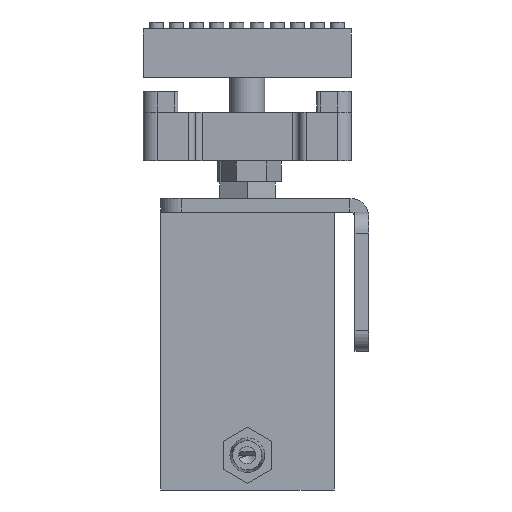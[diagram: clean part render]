
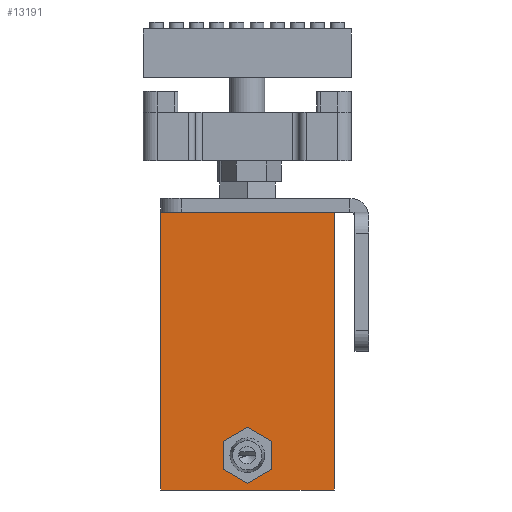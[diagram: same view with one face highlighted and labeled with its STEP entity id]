
A CAD part, left-side view. The second image highlights one B-rep face of the part: STEP entity #13191.
In plain terms, the highlighted planar face has unit normal (-1, 0, 0).
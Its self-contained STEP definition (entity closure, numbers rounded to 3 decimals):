
#370 = EDGE_CURVE ( 'NONE', #13355, #3469, #4116, .T. ) ;
#599 = DIRECTION ( 'NONE',  ( 0., 0., 1. ) ) ;
#1246 = LINE ( 'NONE', #5243, #13781 ) ;
#1247 = VERTEX_POINT ( 'NONE', #17983 ) ;
#1311 = ORIENTED_EDGE ( 'NONE', *, *, #5011, .F. ) ;
#1673 = DIRECTION ( 'NONE',  ( 0., 1., 0. ) ) ;
#2161 = CARTESIAN_POINT ( 'NONE',  ( -12.5, 0., 5. ) ) ;
#3274 = LINE ( 'NONE', #15094, #14320 ) ;
#3469 = VERTEX_POINT ( 'NONE', #9253 ) ;
#4116 = LINE ( 'NONE', #19269, #20320 ) ;
#4348 = LINE ( 'NONE', #5408, #9955 ) ;
#5011 = EDGE_CURVE ( 'NONE', #13355, #19163, #4348, .T. ) ;
#5243 = CARTESIAN_POINT ( 'NONE',  ( -12.5, -12.5, 40. ) ) ;
#5408 = CARTESIAN_POINT ( 'NONE',  ( -12.5, 12.5, 40. ) ) ;
#5447 = EDGE_CURVE ( 'NONE', #19163, #1247, #1246, .T. ) ;
#5835 = ORIENTED_EDGE ( 'NONE', *, *, #5447, .F. ) ;
#7455 = CARTESIAN_POINT ( 'NONE',  ( -12.5, 0., 5. ) ) ;
#7714 = VERTEX_POINT ( 'NONE', #15775 ) ;
#8710 = DIRECTION ( 'NONE',  ( -1., 0., 0. ) ) ;
#9215 = CARTESIAN_POINT ( 'NONE',  ( -12.5, -12.5, 40. ) ) ;
#9253 = CARTESIAN_POINT ( 'NONE',  ( -12.5, 12.5, 0. ) ) ;
#9589 = PLANE ( 'NONE',  #9727 ) ;
#9727 = AXIS2_PLACEMENT_3D ( 'NONE', #9790, #16441, #1673 ) ;
#9790 = CARTESIAN_POINT ( 'NONE',  ( -12.5, 12.5, 40. ) ) ;
#9955 = VECTOR ( 'NONE', #10405, 1000. ) ;
#10185 = CARTESIAN_POINT ( 'NONE',  ( -12.5, 12.5, 40. ) ) ;
#10273 = ORIENTED_EDGE ( 'NONE', *, *, #10835, .F. ) ;
#10375 = EDGE_LOOP ( 'NONE', ( #15573, #5835, #1311, #11204 ) ) ;
#10405 = DIRECTION ( 'NONE',  ( 0., -1., 0. ) ) ;
#10528 = AXIS2_PLACEMENT_3D ( 'NONE', #7455, #19127, #12591 ) ;
#10835 = EDGE_CURVE ( 'NONE', #19974, #7714, #11697, .T. ) ;
#11204 = ORIENTED_EDGE ( 'NONE', *, *, #370, .T. ) ;
#11697 = CIRCLE ( 'NONE', #13124, 2.1 ) ;
#12591 = DIRECTION ( 'NONE',  ( 0., 0., 1. ) ) ;
#13124 = AXIS2_PLACEMENT_3D ( 'NONE', #2161, #8710, #599 ) ;
#13149 = EDGE_CURVE ( 'NONE', #7714, #19974, #19320, .T. ) ;
#13191 = ADVANCED_FACE ( 'NONE', ( #19826, #18799 ), #9589, .F. ) ;
#13355 = VERTEX_POINT ( 'NONE', #10185 ) ;
#13781 = VECTOR ( 'NONE', #16707, 1000. ) ;
#14320 = VECTOR ( 'NONE', #16620, 1000. ) ;
#15094 = CARTESIAN_POINT ( 'NONE',  ( -12.5, 12.5, 0. ) ) ;
#15337 = CARTESIAN_POINT ( 'NONE',  ( -12.5, 0., 2.9 ) ) ;
#15573 = ORIENTED_EDGE ( 'NONE', *, *, #16350, .T. ) ;
#15775 = CARTESIAN_POINT ( 'NONE',  ( -12.5, 0., 7.1 ) ) ;
#16331 = ORIENTED_EDGE ( 'NONE', *, *, #13149, .F. ) ;
#16350 = EDGE_CURVE ( 'NONE', #3469, #1247, #3274, .T. ) ;
#16441 = DIRECTION ( 'NONE',  ( 1., 0., 0. ) ) ;
#16620 = DIRECTION ( 'NONE',  ( 0., -1., 0. ) ) ;
#16707 = DIRECTION ( 'NONE',  ( 0., 0., -1. ) ) ;
#17983 = CARTESIAN_POINT ( 'NONE',  ( -12.5, -12.5, 0. ) ) ;
#18299 = DIRECTION ( 'NONE',  ( 0., 0., -1. ) ) ;
#18799 = FACE_OUTER_BOUND ( 'NONE', #10375, .T. ) ;
#19127 = DIRECTION ( 'NONE',  ( -1., 0., 0. ) ) ;
#19163 = VERTEX_POINT ( 'NONE', #9215 ) ;
#19269 = CARTESIAN_POINT ( 'NONE',  ( -12.5, 12.5, 40. ) ) ;
#19320 = CIRCLE ( 'NONE', #10528, 2.1 ) ;
#19826 = FACE_BOUND ( 'NONE', #20067, .T. ) ;
#19974 = VERTEX_POINT ( 'NONE', #15337 ) ;
#20067 = EDGE_LOOP ( 'NONE', ( #16331, #10273 ) ) ;
#20320 = VECTOR ( 'NONE', #18299, 1000. ) ;
